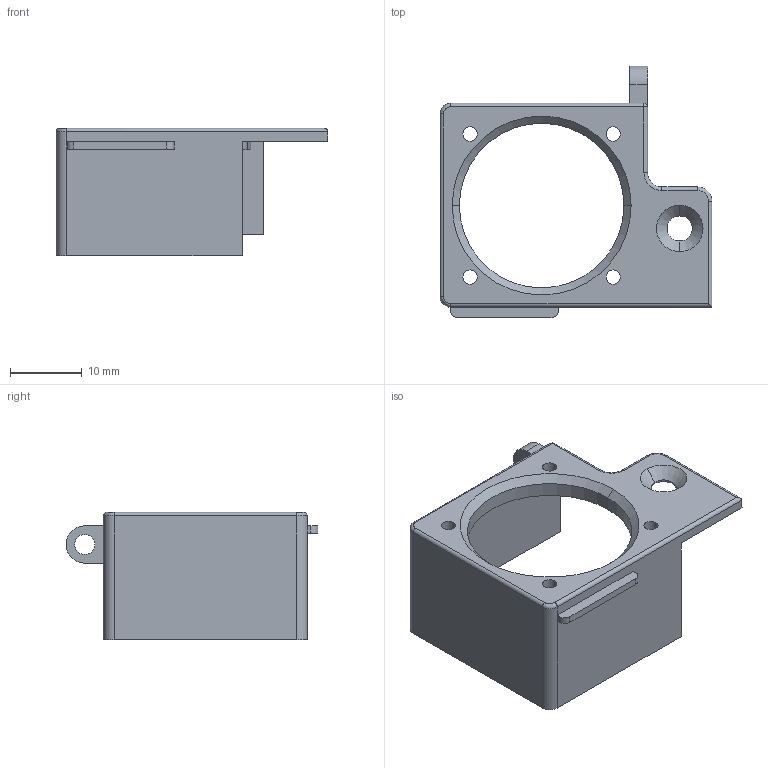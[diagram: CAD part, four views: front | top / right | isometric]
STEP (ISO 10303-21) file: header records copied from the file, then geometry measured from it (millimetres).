
FILE_DESCRIPTION (( 'STEP AP214' ), '1' );
FILE_NAME ('q22510瑞圮殤.STEP', '2025-09-16T08:20:58', ( '' ), ( '' ), 'SwSTEP 2.0', 'SolidWorks 2024', '' );
FILE_SCHEMA (( 'AUTOMOTIVE_DESIGN' ));
Length unit declared in the file: millimetre
Products named in the file (1): q22510风扇架
Bounding box: 38 x 35.2 x 17.8 mm (x, y, z)
Volume: 3036.2 mm3; surface area: 4248.4 mm2
Topology: 1 solids, 1 shells, 82 faces, 225 edges, 144 vertices
Faces by surface type: cylinder 46, plane 27, bspline 5, cone 4
Entity records: 2766 total; most frequent: CARTESIAN_POINT 541, DIRECTION 471, ORIENTED_EDGE 448, EDGE_CURVE 224, AXIS2_PLACEMENT_3D 174, VERTEX_POINT 144, LINE 123, VECTOR 123
